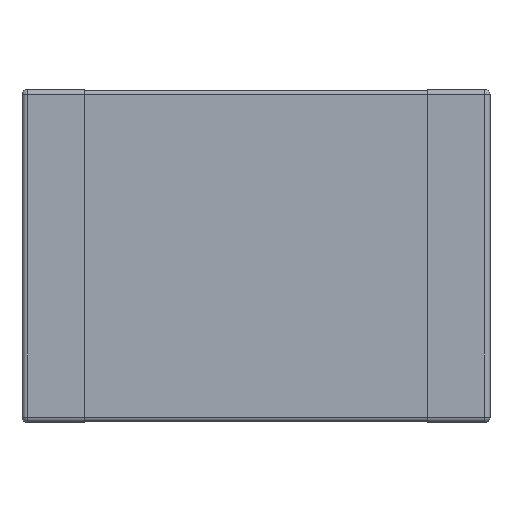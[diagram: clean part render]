
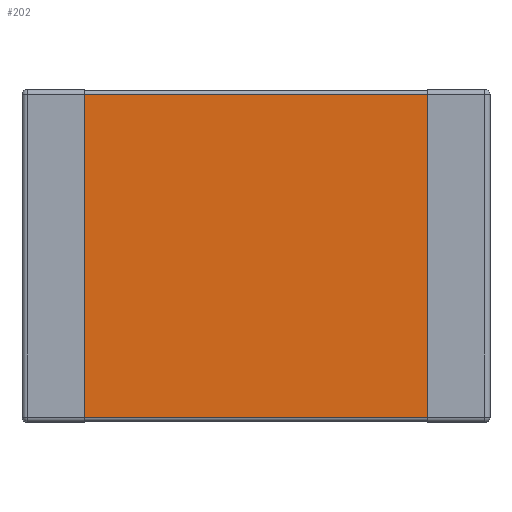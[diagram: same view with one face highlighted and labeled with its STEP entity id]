
A CAD part, top view. The second image highlights one B-rep face of the part: STEP entity #202.
In plain terms, the highlighted planar face has unit normal (0, 0, 1).
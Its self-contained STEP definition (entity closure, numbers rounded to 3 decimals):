
#202=ADVANCED_FACE('',(#570),#572,.T.);
#570=FACE_BOUND('',#571,.T.);
#571=EDGE_LOOP('',(#854,#855,#856,#857));
#572=PLANE('',#573);
#573=AXIS2_PLACEMENT_3D('',#574,#575,#576);
#574=CARTESIAN_POINT('',(1.65,-1.55,1.34));
#575=DIRECTION('',(0.,-0.,1.));
#576=DIRECTION('',(0.,1.,0.));
#854=ORIENTED_EDGE('',*,*,#1026,.F.);
#855=ORIENTED_EDGE('',*,*,#1008,.T.);
#856=ORIENTED_EDGE('',*,*,#1027,.T.);
#857=ORIENTED_EDGE('',*,*,#998,.T.);
#998=EDGE_CURVE('',#1131,#1129,#1132,.F.);
#1008=EDGE_CURVE('',#1147,#1145,#1148,.T.);
#1026=EDGE_CURVE('',#1147,#1129,#1178,.T.);
#1027=EDGE_CURVE('',#1145,#1131,#1179,.T.);
#1129=VERTEX_POINT('',#1364);
#1131=VERTEX_POINT('',#1369);
#1132=LINE('',#1370,#1371);
#1145=VERTEX_POINT('',#1407);
#1147=VERTEX_POINT('',#1412);
#1148=LINE('',#1413,#1414);
#1178=LINE('',#1482,#1483);
#1179=LINE('',#1485,#1486);
#1364=CARTESIAN_POINT('',(-1.65,-1.55,1.34));
#1369=CARTESIAN_POINT('',(-1.65,1.55,1.34));
#1370=CARTESIAN_POINT('',(-1.65,-1.55,1.34));
#1371=VECTOR('',#1372,1.);
#1372=DIRECTION('',(0.,1.,0.));
#1407=CARTESIAN_POINT('',(1.65,1.55,1.34));
#1412=CARTESIAN_POINT('',(1.65,-1.55,1.34));
#1413=CARTESIAN_POINT('',(1.65,-1.55,1.34));
#1414=VECTOR('',#1415,1.);
#1415=DIRECTION('',(0.,1.,0.));
#1482=CARTESIAN_POINT('',(1.65,-1.55,1.34));
#1483=VECTOR('',#1484,1.);
#1484=DIRECTION('',(-1.,0.,0.));
#1485=CARTESIAN_POINT('',(1.65,1.55,1.34));
#1486=VECTOR('',#1487,1.);
#1487=DIRECTION('',(-1.,0.,0.));
